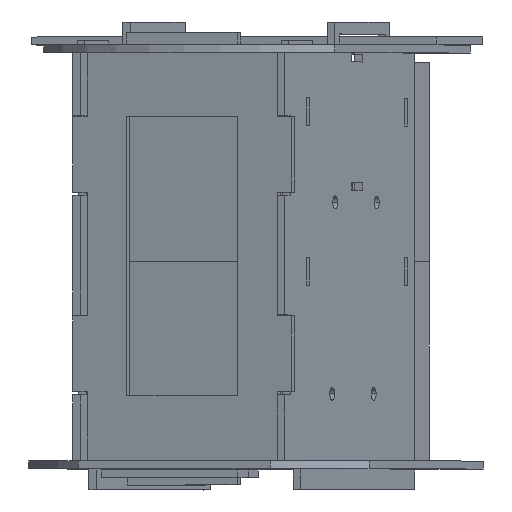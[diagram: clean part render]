
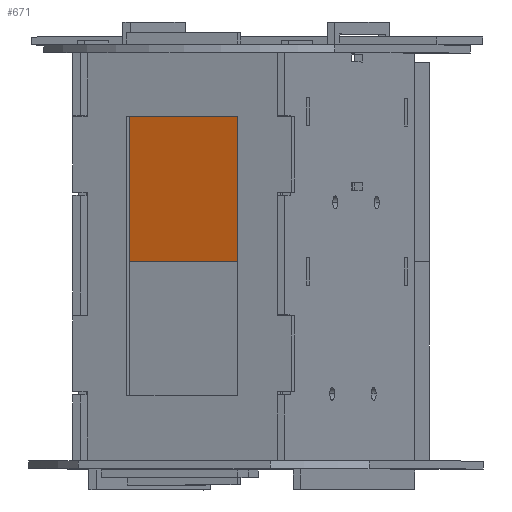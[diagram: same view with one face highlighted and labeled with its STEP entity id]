
A CAD part, top view. The second image highlights one B-rep face of the part: STEP entity #671.
In plain terms, the highlighted planar face has unit normal (-0.383, 0, 0.924).
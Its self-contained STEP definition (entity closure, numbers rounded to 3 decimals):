
#402=PLANE('',#6424);
#671=ADVANCED_FACE('',(#959),#402,.T.);
#959=FACE_OUTER_BOUND('',#1317,.F.);
#1317=EDGE_LOOP('',(#2722,#2723,#2724,#2725));
#2722=ORIENTED_EDGE('',*,*,#3864,.F.);
#2723=ORIENTED_EDGE('',*,*,#3866,.T.);
#2724=ORIENTED_EDGE('',*,*,#3867,.T.);
#2725=ORIENTED_EDGE('',*,*,#3868,.F.);
#3864=EDGE_CURVE('',#5856,#5855,#4610,.T.);
#3866=EDGE_CURVE('',#5856,#5854,#4612,.T.);
#3867=EDGE_CURVE('',#5854,#5853,#4613,.T.);
#3868=EDGE_CURVE('',#5855,#5853,#4614,.T.);
#4610=LINE('',#9426,#5318);
#4612=LINE('',#9428,#5320);
#4613=LINE('',#9429,#5321);
#4614=LINE('',#9430,#5322);
#5318=VECTOR('',#7755,50.);
#5320=VECTOR('',#7757,50.);
#5321=VECTOR('',#7758,50.);
#5322=VECTOR('',#7759,50.);
#5853=VERTEX_POINT('',#9413);
#5854=VERTEX_POINT('',#9414);
#5855=VERTEX_POINT('',#9415);
#5856=VERTEX_POINT('',#9416);
#6424=AXIS2_PLACEMENT_3D('',#9436,#7768,#7769);
#7755=DIRECTION('',(0.924,0.,0.383));
#7757=DIRECTION('',(0.,1.,0.));
#7758=DIRECTION('',(0.924,0.,0.383));
#7759=DIRECTION('',(0.,1.,0.));
#7768=DIRECTION('',(-0.383,0.,0.924));
#7769=DIRECTION('',(0.,-1.,0.));
#9413=CARTESIAN_POINT('',(4.91,1406.05,52.69));
#9414=CARTESIAN_POINT('',(-41.284,1406.05,33.556));
#9415=CARTESIAN_POINT('',(4.91,1356.05,52.69));
#9416=CARTESIAN_POINT('',(-41.284,1356.05,33.556));
#9426=CARTESIAN_POINT('',(-41.284,1356.05,33.556));
#9428=CARTESIAN_POINT('',(-41.284,1356.05,33.556));
#9429=CARTESIAN_POINT('',(-41.284,1406.05,33.556));
#9430=CARTESIAN_POINT('',(4.91,1356.05,52.69));
#9436=CARTESIAN_POINT('',(-43.593,1408.55,32.599));
